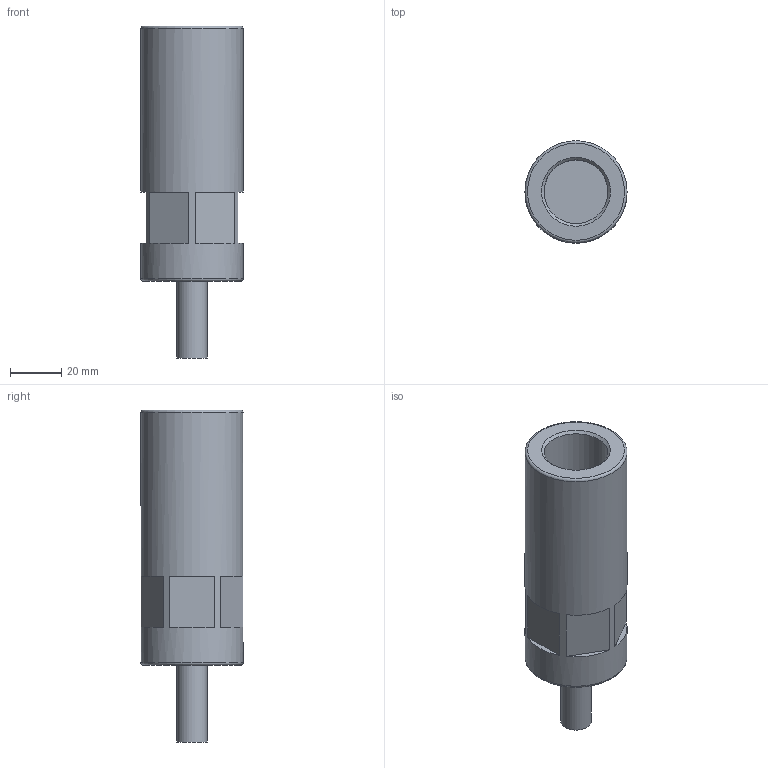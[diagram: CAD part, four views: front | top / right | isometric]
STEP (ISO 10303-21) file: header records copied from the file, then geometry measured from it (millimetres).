
FILE_DESCRIPTION( ( 'Unknown' ), '1' );
FILE_NAME( 'CP09-12100.stp', 'Unknown', ( 'Unknown' ), ( 'Unknown' ), 'XStep 1.0', 'Unknown', ' ' );
FILE_SCHEMA( ( 'CONFIG_CONTROL_DESIGN' ) );
Length unit declared in the file: millimetre
Products named in the file (1): 1
Bounding box: 40 x 40 x 130 mm (x, y, z)
Volume: 106509.2 mm3; surface area: 19408 mm2
Topology: 1 solids, 1 shells, 28 faces, 55 edges, 36 vertices
Faces by surface type: plane 22, cylinder 3, torus 2, cone 1
Full cylindrical faces by diameter (mm): 12 x1, 25 x1, 40 x1
Entity records: 706 total; most frequent: DIRECTION 124, CARTESIAN_POINT 107, ORIENTED_EDGE 90, AXIS2_PLACEMENT_3D 50, EDGE_CURVE 45, EDGE_LOOP 42, FACE_OUTER_BOUND 33, VERTEX_POINT 33
